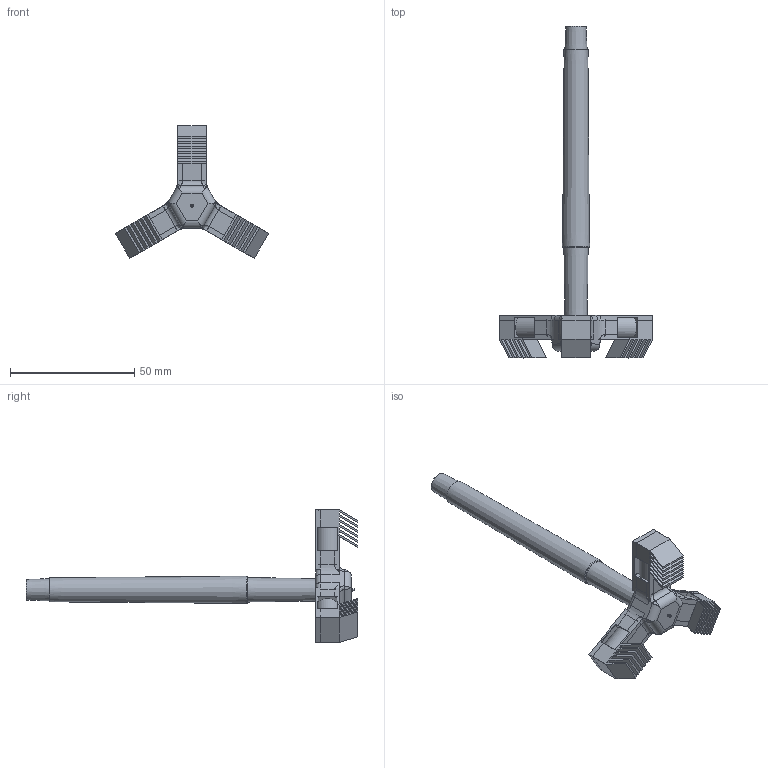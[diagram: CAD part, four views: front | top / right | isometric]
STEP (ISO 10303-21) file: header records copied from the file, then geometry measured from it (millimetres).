
FILE_DESCRIPTION(/* description */ (''),/* implementation_level */ '2;1');
FILE_NAME(/* name */ 'Bot Body v3.step',/* time_stamp */ '2018-01-09T12:39:37-08:00',/* author */ (''),/* organization */ (''),/* preprocessor_version */ 'ST-DEVELOPER v16.13',/* originating_system */ 'Autodesk Translation Framework v6.1.1.50',/* authorisation */ '');
FILE_SCHEMA (('AUTOMOTIVE_DESIGN { 1 0 10303 214 3 1 1 }'));
Length unit declared in the file: millimetre
Products named in the file (6): Bot Body v3; Sharpie v1; Vibro Leg v5; Vibro Leg v5_1; Vibro Leg v5_2; Vibe Motor v4
Assembly tree (7 placements, depth 3):
  Bot Body v3
    Sharpie v1
    Vibro Leg v5
      Vibe Motor v4
    Vibro Leg v5_1
      Vibe Motor v4
    Vibro Leg v5_2
      Vibe Motor v4
Bounding box: 61.75 x 133.76 x 53.47 mm (x, y, z)
Volume: 25719.4 mm3; surface area: 24498.3 mm2
Topology: 8 solids, 8 shells, 498 faces, 1322 edges, 857 vertices
Faces by surface type: plane 348, cylinder 107, torus 20, bspline 13, cone 10
Full cylindrical faces by diameter (mm): 0.851 x1, 1 x6, 1.092 x2, 1.2 x12, 4 x6, 5 x6, 7.328 x2, 8 x6
Entity records: 14506 total; most frequent: CARTESIAN_POINT 3511, ORIENTED_EDGE 2244, DIRECTION 2193, EDGE_CURVE 1110, LINE 795, VECTOR 795, VERTEX_POINT 740, AXIS2_PLACEMENT_3D 699
